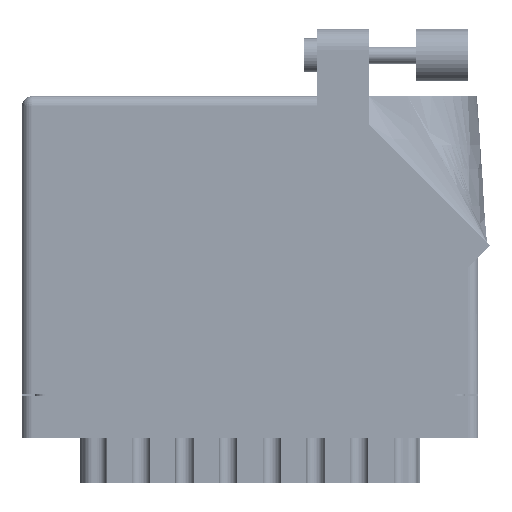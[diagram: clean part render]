
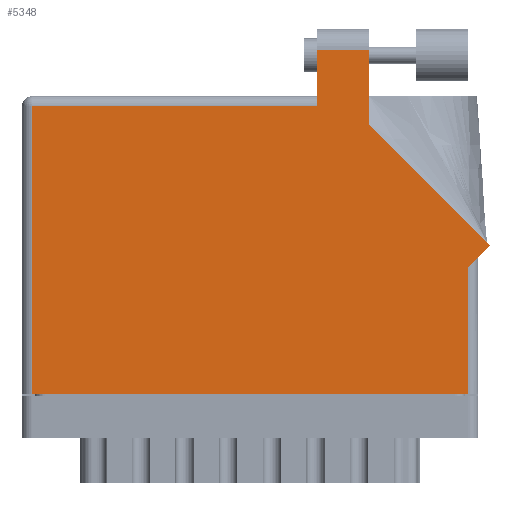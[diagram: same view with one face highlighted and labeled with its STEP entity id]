
A CAD part, front view. The second image highlights one B-rep face of the part: STEP entity #5348.
In plain terms, the highlighted face is planar.
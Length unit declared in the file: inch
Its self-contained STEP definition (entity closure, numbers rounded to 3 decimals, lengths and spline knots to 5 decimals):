
#2925 = VECTOR ( 'NONE', #35067, 39.37008 ) ;
#3356 = VECTOR ( 'NONE', #57525, 39.37008 ) ;
#3486 = VECTOR ( 'NONE', #30238, 39.37008 ) ;
#4823 = VERTEX_POINT ( 'NONE', #9188 ) ;
#4864 = DIRECTION ( 'NONE',  ( -1., 0., 0. ) ) ;
#5348 = ADVANCED_FACE ( 'NONE', ( #7365 ), #55821, .F. ) ;
#6332 = LINE ( 'NONE', #28319, #34612 ) ;
#6508 = CARTESIAN_POINT ( 'NONE',  ( 2.065, 1.60942, 0. ) ) ;
#7365 = FACE_OUTER_BOUND ( 'NONE', #44617, .T. ) ;
#8208 = EDGE_CURVE ( 'NONE', #4823, #15087, #65902, .T. ) ;
#9188 = CARTESIAN_POINT ( 'NONE',  ( 2.656, 0., 0. ) ) ;
#9872 = ORIENTED_EDGE ( 'NONE', *, *, #17214, .T. ) ;
#10780 = VECTOR ( 'NONE', #49250, 39.37008 ) ;
#11368 = LINE ( 'NONE', #58449, #3486 ) ;
#12811 = VERTEX_POINT ( 'NONE', #13651 ) ;
#13065 = EDGE_CURVE ( 'NONE', #60291, #51155, #49599, .T. ) ;
#13651 = CARTESIAN_POINT ( 'NONE',  ( 0.062, 1.713, 0. ) ) ;
#15087 = VERTEX_POINT ( 'NONE', #19245 ) ;
#17214 = EDGE_CURVE ( 'NONE', #58455, #4823, #6332, .T. ) ;
#18179 = CARTESIAN_POINT ( 'NONE',  ( 2.656, 0.815, 0. ) ) ;
#18456 = CARTESIAN_POINT ( 'NONE',  ( 2.718, 0.815, 0. ) ) ;
#19245 = CARTESIAN_POINT ( 'NONE',  ( 2.656, 0.753, 0. ) ) ;
#19376 = VERTEX_POINT ( 'NONE', #71270 ) ;
#20690 = EDGE_CURVE ( 'NONE', #51155, #49512, #46450, .T. ) ;
#22275 = LINE ( 'NONE', #38031, #10780 ) ;
#22819 = ORIENTED_EDGE ( 'NONE', *, *, #13065, .T. ) ;
#23205 = EDGE_CURVE ( 'NONE', #49512, #12811, #41079, .T. ) ;
#23326 = DIRECTION ( 'NONE',  ( 1., 0., 0. ) ) ;
#25133 = LINE ( 'NONE', #18456, #62885 ) ;
#26351 = AXIS2_PLACEMENT_3D ( 'NONE', #44529, #33749, #4864 ) ;
#28319 = CARTESIAN_POINT ( 'NONE',  ( 0., 0., 0. ) ) ;
#29253 = DIRECTION ( 'NONE',  ( -0.707, 0.707, 0. ) ) ;
#29893 = CARTESIAN_POINT ( 'NONE',  ( 1.758, 2.05, 0. ) ) ;
#30238 = DIRECTION ( 'NONE',  ( 0., 1., 0. ) ) ;
#32780 = ORIENTED_EDGE ( 'NONE', *, *, #20690, .T. ) ;
#33749 = DIRECTION ( 'NONE',  ( 0., 0., -1. ) ) ;
#34612 = VECTOR ( 'NONE', #23326, 39.37008 ) ;
#35057 = VECTOR ( 'NONE', #58395, 39.37008 ) ;
#35067 = DIRECTION ( 'NONE',  ( -1., 0., 0. ) ) ;
#35859 = CARTESIAN_POINT ( 'NONE',  ( 1.758, 1.775, 0. ) ) ;
#38031 = CARTESIAN_POINT ( 'NONE',  ( 0.062, 0., 0. ) ) ;
#38927 = ORIENTED_EDGE ( 'NONE', *, *, #65584, .T. ) ;
#41079 = LINE ( 'NONE', #53613, #45405 ) ;
#41122 = ORIENTED_EDGE ( 'NONE', *, *, #65540, .T. ) ;
#44529 = CARTESIAN_POINT ( 'NONE',  ( 0., 1.775, 0. ) ) ;
#44617 = EDGE_LOOP ( 'NONE', ( #38927, #22819, #32780, #69342, #55910, #9872, #58398, #68189, #41122 ) ) ;
#45405 = VECTOR ( 'NONE', #53863, 39.37008 ) ;
#46450 = LINE ( 'NONE', #35859, #35057 ) ;
#49189 = CARTESIAN_POINT ( 'NONE',  ( 1.758, 2.05, 0. ) ) ;
#49250 = DIRECTION ( 'NONE',  ( 0., -1., 0. ) ) ;
#49512 = VERTEX_POINT ( 'NONE', #54616 ) ;
#49599 = LINE ( 'NONE', #29893, #2925 ) ;
#51155 = VERTEX_POINT ( 'NONE', #49189 ) ;
#52811 = LINE ( 'NONE', #56504, #67731 ) ;
#53613 = CARTESIAN_POINT ( 'NONE',  ( 0., 1.713, 0. ) ) ;
#53863 = DIRECTION ( 'NONE',  ( -1., 0., 0. ) ) ;
#54616 = CARTESIAN_POINT ( 'NONE',  ( 1.758, 1.713, 0. ) ) ;
#55821 = PLANE ( 'NONE',  #26351 ) ;
#55910 = ORIENTED_EDGE ( 'NONE', *, *, #71010, .T. ) ;
#56258 = CARTESIAN_POINT ( 'NONE',  ( 0.062, 0., 0. ) ) ;
#56504 = CARTESIAN_POINT ( 'NONE',  ( 2.78871, 0.88571, 0. ) ) ;
#57329 = DIRECTION ( 'NONE',  ( 0.707, 0.707, 0. ) ) ;
#57525 = DIRECTION ( 'NONE',  ( 0., 1., 0. ) ) ;
#58395 = DIRECTION ( 'NONE',  ( 0., -1., 0. ) ) ;
#58398 = ORIENTED_EDGE ( 'NONE', *, *, #8208, .T. ) ;
#58449 = CARTESIAN_POINT ( 'NONE',  ( 2.065, 1.60942, 0. ) ) ;
#58455 = VERTEX_POINT ( 'NONE', #56258 ) ;
#60291 = VERTEX_POINT ( 'NONE', #61549 ) ;
#61549 = CARTESIAN_POINT ( 'NONE',  ( 2.065, 2.05, 0. ) ) ;
#62266 = EDGE_CURVE ( 'NONE', #15087, #19376, #25133, .T. ) ;
#62885 = VECTOR ( 'NONE', #57329, 39.37008 ) ;
#63868 = VERTEX_POINT ( 'NONE', #6508 ) ;
#65540 = EDGE_CURVE ( 'NONE', #19376, #63868, #52811, .T. ) ;
#65584 = EDGE_CURVE ( 'NONE', #63868, #60291, #11368, .T. ) ;
#65902 = LINE ( 'NONE', #18179, #3356 ) ;
#67731 = VECTOR ( 'NONE', #29253, 39.37008 ) ;
#68189 = ORIENTED_EDGE ( 'NONE', *, *, #62266, .T. ) ;
#69342 = ORIENTED_EDGE ( 'NONE', *, *, #23205, .T. ) ;
#71010 = EDGE_CURVE ( 'NONE', #12811, #58455, #22275, .T. ) ;
#71270 = CARTESIAN_POINT ( 'NONE',  ( 2.78871, 0.88571, 0. ) ) ;
